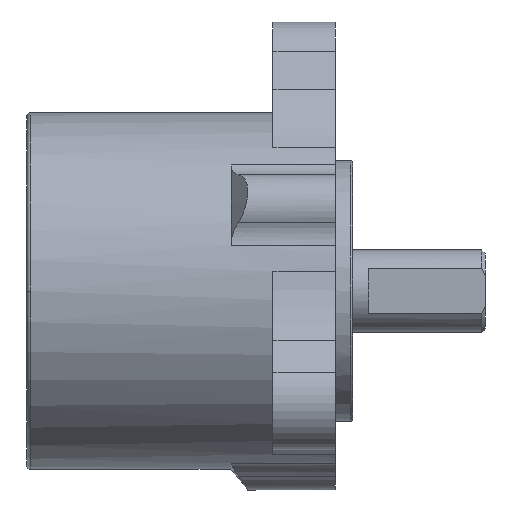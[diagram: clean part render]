
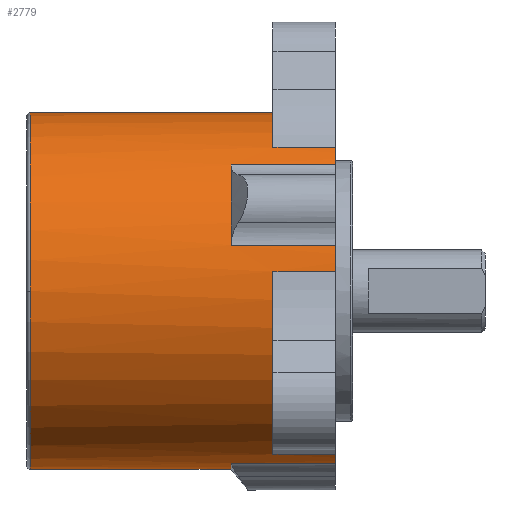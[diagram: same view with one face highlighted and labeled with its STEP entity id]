
A CAD part, front view. The second image highlights one B-rep face of the part: STEP entity #2779.
In plain terms, the highlighted cylindrical face has radius 26 mm (diameter 52 mm), a partial arc.
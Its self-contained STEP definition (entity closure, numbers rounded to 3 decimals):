
#7 = ORIENTED_EDGE ( 'NONE', *, *, #7449, .F. ) ;
#178 = CARTESIAN_POINT ( 'NONE',  ( 33., -18.371, 18.399 ) ) ;
#246 = CIRCLE ( 'NONE', #988, 26. ) ;
#293 = LINE ( 'NONE', #4644, #7263 ) ;
#332 = CARTESIAN_POINT ( 'NONE',  ( 0., 0., 26. ) ) ;
#467 = CARTESIAN_POINT ( 'NONE',  ( 33., -25.119, 6.71 ) ) ;
#514 = CIRCLE ( 'NONE', #6846, 26. ) ;
#527 = ORIENTED_EDGE ( 'NONE', *, *, #3773, .T. ) ;
#546 = ORIENTED_EDGE ( 'NONE', *, *, #5445, .T. ) ;
#580 = EDGE_CURVE ( 'NONE', #617, #6575, #6868, .T. ) ;
#617 = VERTEX_POINT ( 'NONE', #4896 ) ;
#703 = VERTEX_POINT ( 'NONE', #8213 ) ;
#842 = AXIS2_PLACEMENT_3D ( 'NONE', #3979, #8817, #2540 ) ;
#847 = EDGE_CURVE ( 'NONE', #703, #949, #8604, .T. ) ;
#895 = CARTESIAN_POINT ( 'NONE',  ( 33., -25.844, 2.847 ) ) ;
#949 = VERTEX_POINT ( 'NONE', #1946 ) ;
#988 = AXIS2_PLACEMENT_3D ( 'NONE', #4686, #2515, #6639 ) ;
#1046 = CARTESIAN_POINT ( 'NONE',  ( -11.5, 0., 0. ) ) ;
#1048 = CARTESIAN_POINT ( 'NONE',  ( -11.5, -26., 0. ) ) ;
#1057 = DIRECTION ( 'NONE',  ( 1., 0., 0. ) ) ;
#1064 = ORIENTED_EDGE ( 'NONE', *, *, #4541, .F. ) ;
#1125 = CIRCLE ( 'NONE', #8885, 26. ) ;
#1137 = CARTESIAN_POINT ( 'NONE',  ( 17.8, -18.371, 18.399 ) ) ;
#1208 = CARTESIAN_POINT ( 'NONE',  ( 23.9, 0., 26. ) ) ;
#1267 = AXIS2_PLACEMENT_3D ( 'NONE', #1046, #3854, #3218 ) ;
#1281 = DIRECTION ( 'NONE',  ( 0., 0., 1. ) ) ;
#1387 = LINE ( 'NONE', #2681, #5905 ) ;
#1426 = EDGE_CURVE ( 'NONE', #8847, #5313, #246, .T. ) ;
#1507 = CARTESIAN_POINT ( 'NONE',  ( 33., 0., 0. ) ) ;
#1514 = EDGE_CURVE ( 'NONE', #7681, #8078, #514, .T. ) ;
#1768 = VECTOR ( 'NONE', #6477, 1000. ) ;
#1946 = CARTESIAN_POINT ( 'NONE',  ( 23.9, -10.456, -23.805 ) ) ;
#2138 = VECTOR ( 'NONE', #4138, 1000. ) ;
#2140 = DIRECTION ( 'NONE',  ( 0., 0., -1. ) ) ;
#2158 = ORIENTED_EDGE ( 'NONE', *, *, #4785, .F. ) ;
#2275 = DIRECTION ( 'NONE',  ( -1., 0., 0. ) ) ;
#2442 = CIRCLE ( 'NONE', #3474, 26. ) ;
#2466 = CARTESIAN_POINT ( 'NONE',  ( 0., 0., 0. ) ) ;
#2515 = DIRECTION ( 'NONE',  ( -1., 0., 0. ) ) ;
#2540 = DIRECTION ( 'NONE',  ( 0., 0.866, 0.5 ) ) ;
#2681 = CARTESIAN_POINT ( 'NONE',  ( 23.9, -25.844, 2.847 ) ) ;
#2690 = CARTESIAN_POINT ( 'NONE',  ( 0., 0., -26. ) ) ;
#2739 = VECTOR ( 'NONE', #8979, 1000. ) ;
#2779 = ADVANCED_FACE ( 'NONE', ( #2979 ), #5776, .T. ) ;
#2865 = VERTEX_POINT ( 'NONE', #1137 ) ;
#2894 = CIRCLE ( 'NONE', #5386, 26. ) ;
#2970 = VERTEX_POINT ( 'NONE', #895 ) ;
#2979 = FACE_OUTER_BOUND ( 'NONE', #7652, .T. ) ;
#3158 = CARTESIAN_POINT ( 'NONE',  ( 33., -15.388, 20.958 ) ) ;
#3218 = DIRECTION ( 'NONE',  ( 0., 1., 0. ) ) ;
#3228 = DIRECTION ( 'NONE',  ( 1., 0., 0. ) ) ;
#3272 = DIRECTION ( 'NONE',  ( 0., -0.866, -0.5 ) ) ;
#3374 = CARTESIAN_POINT ( 'NONE',  ( 23.9, -25.119, 6.71 ) ) ;
#3397 = ORIENTED_EDGE ( 'NONE', *, *, #1426, .T. ) ;
#3474 = AXIS2_PLACEMENT_3D ( 'NONE', #6315, #8474, #2140 ) ;
#3568 = ORIENTED_EDGE ( 'NONE', *, *, #6212, .T. ) ;
#3575 = ORIENTED_EDGE ( 'NONE', *, *, #4673, .T. ) ;
#3646 = EDGE_CURVE ( 'NONE', #5958, #7681, #5231, .T. ) ;
#3691 = CARTESIAN_POINT ( 'NONE',  ( 23.9, -18.371, 18.399 ) ) ;
#3733 = LINE ( 'NONE', #3691, #1768 ) ;
#3773 = EDGE_CURVE ( 'NONE', #4290, #6575, #1125, .T. ) ;
#3839 = EDGE_CURVE ( 'NONE', #7942, #617, #2442, .T. ) ;
#3854 = DIRECTION ( 'NONE',  ( 1., 0., 0. ) ) ;
#3952 = DIRECTION ( 'NONE',  ( 0., 0., 1. ) ) ;
#3979 = CARTESIAN_POINT ( 'NONE',  ( 23.9, 0., 0. ) ) ;
#4138 = DIRECTION ( 'NONE',  ( 1., 0., 0. ) ) ;
#4151 = CARTESIAN_POINT ( 'NONE',  ( -11.5, 0., 26. ) ) ;
#4290 = VERTEX_POINT ( 'NONE', #178 ) ;
#4308 = DIRECTION ( 'NONE',  ( 0., 0., 1. ) ) ;
#4411 = VERTEX_POINT ( 'NONE', #4720 ) ;
#4462 = CARTESIAN_POINT ( 'NONE',  ( 17.8, 0., 0. ) ) ;
#4541 = EDGE_CURVE ( 'NONE', #4411, #7598, #7526, .T. ) ;
#4604 = CARTESIAN_POINT ( 'NONE',  ( 17.8, -6.749, -25.109 ) ) ;
#4644 = CARTESIAN_POINT ( 'NONE',  ( 23.9, -6.749, -25.109 ) ) ;
#4673 = EDGE_CURVE ( 'NONE', #9051, #8847, #293, .T. ) ;
#4686 = CARTESIAN_POINT ( 'NONE',  ( 33., 0., 0. ) ) ;
#4688 = DIRECTION ( 'NONE',  ( -1., 0., 0. ) ) ;
#4720 = CARTESIAN_POINT ( 'NONE',  ( 17.8, -25.119, 6.71 ) ) ;
#4776 = LINE ( 'NONE', #6784, #2739 ) ;
#4785 = EDGE_CURVE ( 'NONE', #949, #5313, #4776, .T. ) ;
#4896 = CARTESIAN_POINT ( 'NONE',  ( 23.9, -15.388, 20.958 ) ) ;
#5083 = VECTOR ( 'NONE', #5479, 1000. ) ;
#5192 = ORIENTED_EDGE ( 'NONE', *, *, #1514, .T. ) ;
#5231 = CIRCLE ( 'NONE', #1267, 26. ) ;
#5313 = VERTEX_POINT ( 'NONE', #7329 ) ;
#5366 = CARTESIAN_POINT ( 'NONE',  ( -11.5, 0., 0. ) ) ;
#5386 = AXIS2_PLACEMENT_3D ( 'NONE', #4462, #7245, #6332 ) ;
#5445 = EDGE_CURVE ( 'NONE', #2970, #7598, #7115, .T. ) ;
#5479 = DIRECTION ( 'NONE',  ( 1., 0., 0. ) ) ;
#5500 = CARTESIAN_POINT ( 'NONE',  ( 23.9, -15.388, 20.958 ) ) ;
#5776 = CYLINDRICAL_SURFACE ( 'NONE', #8718, 26. ) ;
#5890 = AXIS2_PLACEMENT_3D ( 'NONE', #6647, #1057, #3272 ) ;
#5905 = VECTOR ( 'NONE', #8952, 1000. ) ;
#5931 = LINE ( 'NONE', #332, #6253 ) ;
#5958 = VERTEX_POINT ( 'NONE', #4151 ) ;
#5970 = DIRECTION ( 'NONE',  ( 0., 1., 0. ) ) ;
#6077 = DIRECTION ( 'NONE',  ( -1., 0., 0. ) ) ;
#6165 = EDGE_CURVE ( 'NONE', #9051, #8482, #2894, .T. ) ;
#6212 = EDGE_CURVE ( 'NONE', #7942, #5958, #5931, .T. ) ;
#6217 = CARTESIAN_POINT ( 'NONE',  ( 33., -6.749, -25.109 ) ) ;
#6237 = ORIENTED_EDGE ( 'NONE', *, *, #8838, .F. ) ;
#6253 = VECTOR ( 'NONE', #6606, 1000. ) ;
#6315 = CARTESIAN_POINT ( 'NONE',  ( 23.9, 0., 0. ) ) ;
#6332 = DIRECTION ( 'NONE',  ( 0., 0.866, -0.5 ) ) ;
#6477 = DIRECTION ( 'NONE',  ( 1., 0., 0. ) ) ;
#6534 = ORIENTED_EDGE ( 'NONE', *, *, #847, .F. ) ;
#6575 = VERTEX_POINT ( 'NONE', #3158 ) ;
#6606 = DIRECTION ( 'NONE',  ( -1., 0., 0. ) ) ;
#6639 = DIRECTION ( 'NONE',  ( 0., 0., 1. ) ) ;
#6647 = CARTESIAN_POINT ( 'NONE',  ( 17.8, 0., 0. ) ) ;
#6784 = CARTESIAN_POINT ( 'NONE',  ( 23.9, -10.456, -23.805 ) ) ;
#6846 = AXIS2_PLACEMENT_3D ( 'NONE', #5366, #8134, #5970 ) ;
#6868 = LINE ( 'NONE', #5500, #2138 ) ;
#7084 = ORIENTED_EDGE ( 'NONE', *, *, #3646, .T. ) ;
#7115 = CIRCLE ( 'NONE', #8120, 26. ) ;
#7130 = VECTOR ( 'NONE', #6077, 1000. ) ;
#7245 = DIRECTION ( 'NONE',  ( 1., 0., 0. ) ) ;
#7263 = VECTOR ( 'NONE', #3228, 1000. ) ;
#7329 = CARTESIAN_POINT ( 'NONE',  ( 33., -10.456, -23.805 ) ) ;
#7353 = EDGE_CURVE ( 'NONE', #2865, #4290, #3733, .T. ) ;
#7449 = EDGE_CURVE ( 'NONE', #2865, #4411, #7771, .T. ) ;
#7526 = LINE ( 'NONE', #3374, #5083 ) ;
#7550 = CARTESIAN_POINT ( 'NONE',  ( 33., 0., 0. ) ) ;
#7598 = VERTEX_POINT ( 'NONE', #467 ) ;
#7652 = EDGE_LOOP ( 'NONE', ( #6237, #8946, #3575, #3397, #2158, #6534, #8031, #546, #1064, #7, #8973, #527, #9068, #8264, #3568, #7084, #5192 ) ) ;
#7681 = VERTEX_POINT ( 'NONE', #1048 ) ;
#7771 = CIRCLE ( 'NONE', #5890, 26. ) ;
#7942 = VERTEX_POINT ( 'NONE', #1208 ) ;
#7998 = DIRECTION ( 'NONE',  ( -1., 0., 0. ) ) ;
#8031 = ORIENTED_EDGE ( 'NONE', *, *, #8054, .T. ) ;
#8054 = EDGE_CURVE ( 'NONE', #703, #2970, #1387, .T. ) ;
#8078 = VERTEX_POINT ( 'NONE', #8207 ) ;
#8120 = AXIS2_PLACEMENT_3D ( 'NONE', #7550, #4688, #1281 ) ;
#8134 = DIRECTION ( 'NONE',  ( 1., 0., 0. ) ) ;
#8207 = CARTESIAN_POINT ( 'NONE',  ( -11.5, 0., -26. ) ) ;
#8213 = CARTESIAN_POINT ( 'NONE',  ( 23.9, -25.844, 2.847 ) ) ;
#8264 = ORIENTED_EDGE ( 'NONE', *, *, #3839, .F. ) ;
#8474 = DIRECTION ( 'NONE',  ( 1., 0., 0. ) ) ;
#8482 = VERTEX_POINT ( 'NONE', #8881 ) ;
#8604 = CIRCLE ( 'NONE', #842, 26. ) ;
#8718 = AXIS2_PLACEMENT_3D ( 'NONE', #2466, #7998, #3952 ) ;
#8817 = DIRECTION ( 'NONE',  ( 1., 0., 0. ) ) ;
#8838 = EDGE_CURVE ( 'NONE', #8482, #8078, #8962, .T. ) ;
#8847 = VERTEX_POINT ( 'NONE', #6217 ) ;
#8881 = CARTESIAN_POINT ( 'NONE',  ( 17.8, 0., -26. ) ) ;
#8885 = AXIS2_PLACEMENT_3D ( 'NONE', #1507, #2275, #4308 ) ;
#8946 = ORIENTED_EDGE ( 'NONE', *, *, #6165, .F. ) ;
#8952 = DIRECTION ( 'NONE',  ( 1., 0., 0. ) ) ;
#8962 = LINE ( 'NONE', #2690, #7130 ) ;
#8973 = ORIENTED_EDGE ( 'NONE', *, *, #7353, .T. ) ;
#8979 = DIRECTION ( 'NONE',  ( 1., 0., 0. ) ) ;
#9051 = VERTEX_POINT ( 'NONE', #4604 ) ;
#9068 = ORIENTED_EDGE ( 'NONE', *, *, #580, .F. ) ;
